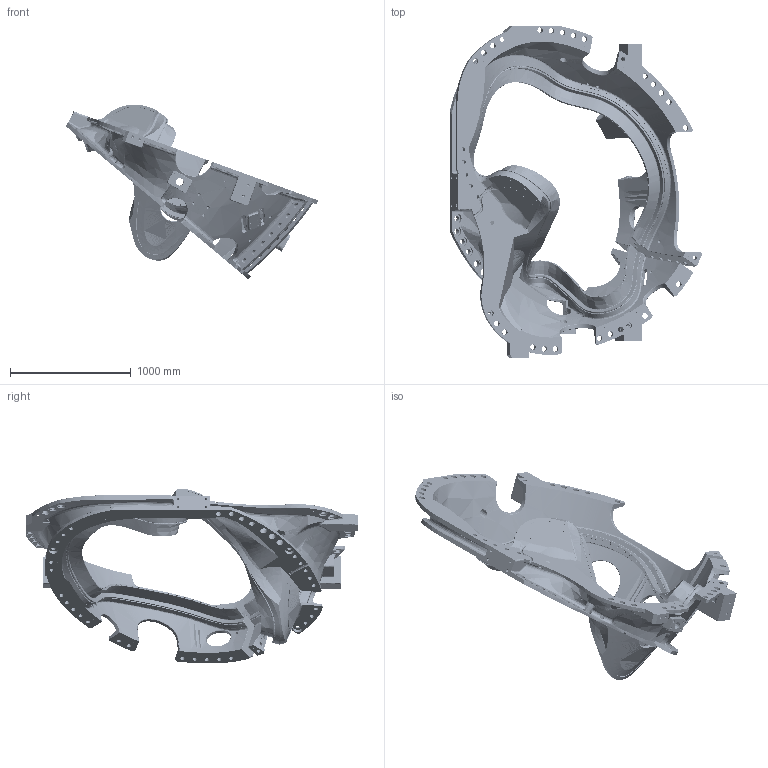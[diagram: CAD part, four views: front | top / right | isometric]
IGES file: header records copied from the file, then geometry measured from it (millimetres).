
Start section: HD
Global section: file name: 20070802.MC9; native system: MASTERCAM; preprocessor: 1; date: 080214.125327; units: inch
Bounding box: 2092.71 x 2753.36 x 1451.3 mm (x, y, z)
Surface area: 13845387.3 mm2 (no closed solid volume)
Topology: 0 solids, 0 shells, 2060 faces, 143443 edges, 152536 vertices
Faces by surface type: bspline 2060
